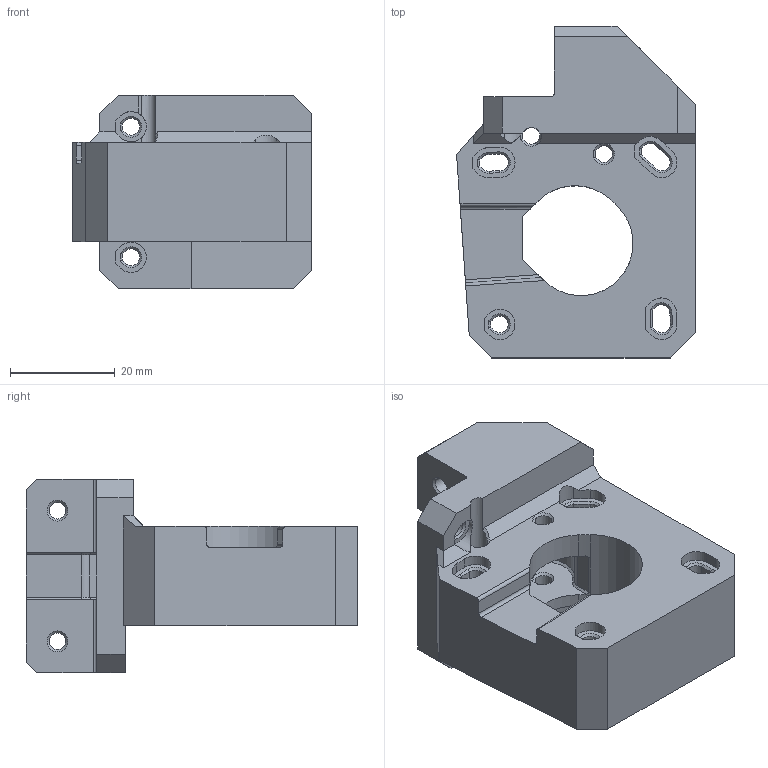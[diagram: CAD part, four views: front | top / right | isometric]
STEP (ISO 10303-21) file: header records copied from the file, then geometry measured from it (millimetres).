
FILE_DESCRIPTION(/* description */ (''),/* implementation_level */ '2;1');
FILE_NAME(/* name */ 'XZMotorMount v33.step',/* time_stamp */ '2025-04-20T18:25:03+10:00',/* author */ (''),/* organization */ (''),/* preprocessor_version */ 'ST-DEVELOPER v20.1',/* originating_system */ 'Autodesk Translation Framework v14.4.0.0',/* authorisation */ '');
FILE_SCHEMA (('AUTOMOTIVE_DESIGN { 1 0 10303 214 3 1 1 }'));
Length unit declared in the file: millimetre
Products named in the file (1): XZMotorMount
Bounding box: 45.72 x 63.5 x 37 mm (x, y, z)
Volume: 40770.5 mm3; surface area: 13782.5 mm2
Topology: 1 solids, 1 shells, 371 faces, 946 edges, 576 vertices
Faces by surface type: plane 232, cone 68, cylinder 66, bspline 5
Full cylindrical faces by diameter (mm): 3.2 x2, 6 x2
Entity records: 11206 total; most frequent: CARTESIAN_POINT 2109, ORIENTED_EDGE 1892, DIRECTION 1877, EDGE_CURVE 946, LINE 699, VECTOR 699, AXIS2_PLACEMENT_3D 589, VERTEX_POINT 576
